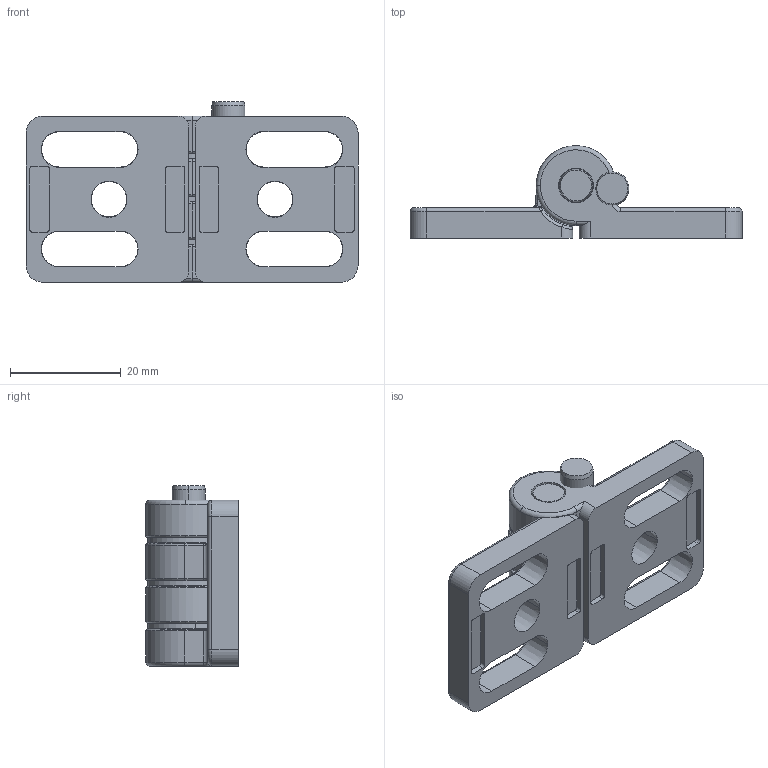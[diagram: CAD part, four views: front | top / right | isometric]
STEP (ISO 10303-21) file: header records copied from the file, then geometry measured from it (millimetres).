
FILE_DESCRIPTION (( 'STEP AP214' ), '1' );
FILE_NAME ('095400.STEP', '2014-08-14T12:15:28', ( '' ), ( '' ), 'SwSTEP 2.0', 'SolidWorks 2014', '' );
FILE_SCHEMA (( 'AUTOMOTIVE_DESIGN' ));
Length unit declared in the file: millimetre
Products named in the file (4): 095400; 095400r01_095 400 r01; 095400r03; 095400r04_095 400 r04
Assembly tree (7 placements, depth 2):
  095400
    095400r01_095 400 r01  x2
    095400r03  x3
    095400r04_095 400 r04  x2
Bounding box: 60 x 16.7 x 32.6 mm (x, y, z)
Volume: 11627.9 mm3; surface area: 9287.3 mm2
Topology: 7 solids, 7 shells, 308 faces, 736 edges, 438 vertices
Faces by surface type: torus 90, cylinder 90, plane 64, cone 48, bspline 16
Entity records: 4869 total; most frequent: CARTESIAN_POINT 1088, DIRECTION 839, ORIENTED_EDGE 716, EDGE_CURVE 358, AXIS2_PLACEMENT_3D 352, VERTEX_POINT 215, CIRCLE 199, EDGE_LOOP 165
